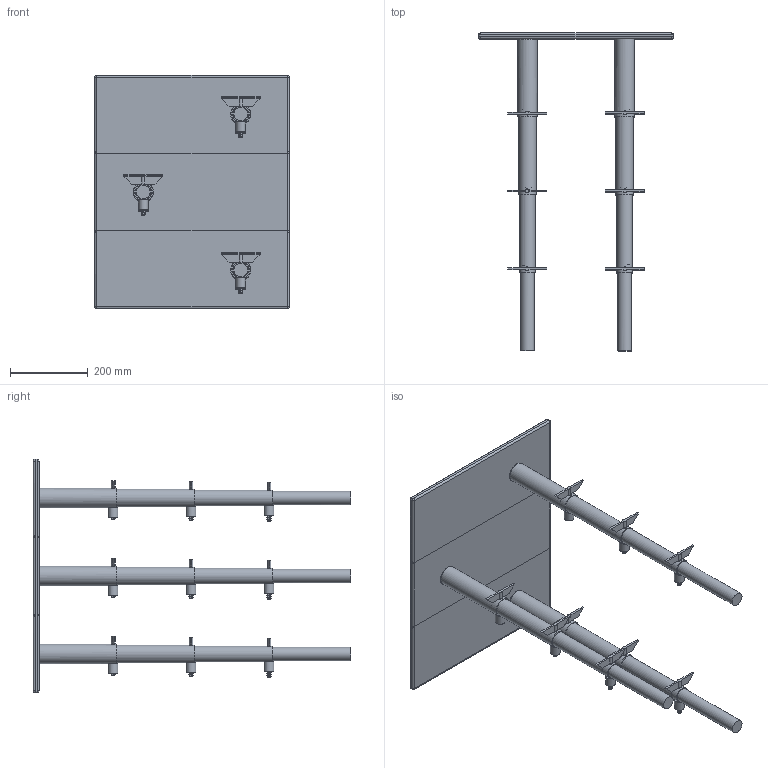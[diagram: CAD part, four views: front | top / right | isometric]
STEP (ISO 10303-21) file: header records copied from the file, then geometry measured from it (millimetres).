
FILE_DESCRIPTION(/* description */ ('STEP AP242','CAx-IF Rec.Pracs.---Representation and Presentation of Product Manufacturing Information (PMI)---4.0---2014-10-13','CAx-IF Rec.Pracs.---3D Tessellated Geometry---0.4---2014-09-14','2;1'),/* implementation_level */ '2;1');
FILE_NAME(/* name */ '6877f6bacc95e74f1a50f4ab',/* time_stamp */ '2025-07-16T19:00:10Z',/* author */ (''),/* organization */ (''),/* preprocessor_version */ 'ST-DEVELOPER v20',/* originating_system */ 'ONSHAPE BY PTC INC, 1.200',/* authorisation */ ' ');
FILE_SCHEMA (('AP242_MANAGED_MODEL_BASED_3D_ENGINEERING_MIM_LF { 1 0 10303 442 1 1 4 }'));
Length unit declared in the file: metre
Products named in the file (23): Ensamble FINAL; PATAS <2>; Pata 1; Pata 2; Pata 3; Pata 4; Ensamble tuerca 4.5 <1>; TUERCA APRETADORA; Tornillo; Ensamble tuerca 4 <1>; Ensamble tuerca 5 <1>; Ensamble mesa <1>; Mesa-1; Mesa-2; Mesa-3; PATAS <3>; PATAS <1>
Assembly tree (46 placements, depth 4):
  Ensamble FINAL
    PATAS <2>
      Pata 1
      Pata 2
      Pata 3
      Pata 4
      Ensamble tuerca 4.5 <1>
        TUERCA APRETADORA
        Tornillo
      Ensamble tuerca 4 <1>
        Tornillo
        TUERCA APRETADORA
      Ensamble tuerca 5 <1>
        Tornillo
        TUERCA APRETADORA
    Ensamble mesa <1>
      Mesa-1
      Mesa-2
      Mesa-3
    PATAS <3>
      Pata 1
      Ensamble tuerca 5 <1>
        TUERCA APRETADORA
        Tornillo
      Pata 4
      Pata 2
      Pata 3
      Ensamble tuerca 4.5 <1>
        Tornillo
        TUERCA APRETADORA
      Ensamble tuerca 4 <1>
        TUERCA APRETADORA
        Tornillo
    PATAS <1>
      Pata 1
      Pata 3
      Ensamble tuerca 5 <1>
        TUERCA APRETADORA
        Tornillo
      Pata 2
      Ensamble tuerca 4 <1>
        Tornillo
        TUERCA APRETADORA
      Pata 4
      Ensamble tuerca 4.5 <1>
        Tornillo
        TUERCA APRETADORA
Bounding box: 500 x 815 x 600 mm (x, y, z)
Volume: 5955778.6 mm3; surface area: 1393400 mm2
Topology: 33 solids, 33 shells, 402 faces, 901 edges, 563 vertices
Faces by surface type: plane 193, cylinder 153, bspline 48, sphere 8
Full cylindrical faces by diameter (mm): 10 x33, 25 x9, 35 x6, 40 x6, 45 x6, 50 x12
Entity records: 8323 total; most frequent: CARTESIAN_POINT 4696, DIRECTION 687, ORIENTED_EDGE 580, EDGE_CURVE 290, AXIS2_PLACEMENT_3D 272, EDGE_LOOP 193, FACE_BOUND 193, VERTEX_POINT 189
